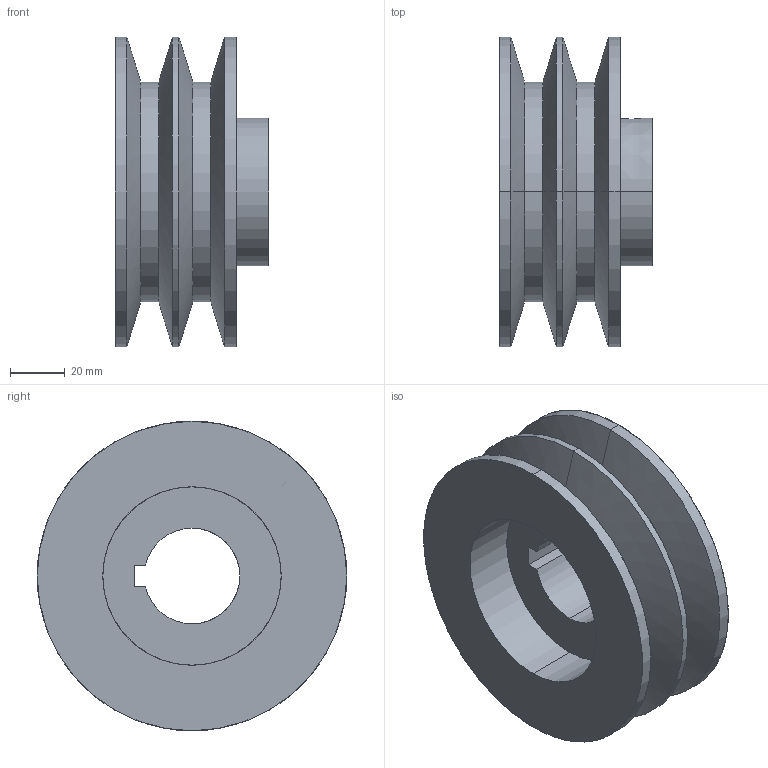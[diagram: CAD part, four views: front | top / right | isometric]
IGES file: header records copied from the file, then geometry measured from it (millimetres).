
Start section: SolidWorks IGES file using analytic representation for surfaces
Global section: file name: 2B2BK4705091135466962.igs; native system: SolidWorks 2013; preprocessor: SolidWorks 2013; author: partstream; date: 130509.113556; units: inch
Bounding box: 56.36 x 113.28 x 113.28 mm (x, y, z)
Surface area: 56731.2 mm2 (no closed solid volume)
Topology: 0 solids, 0 shells, 72 faces, 925 edges, 925 vertices
Faces by surface type: bspline 45, revolution 27
